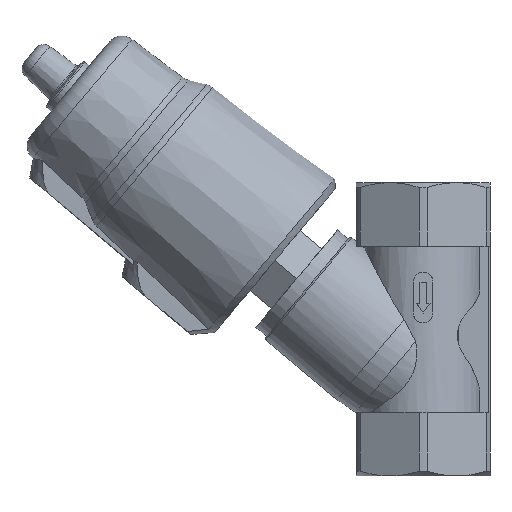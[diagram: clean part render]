
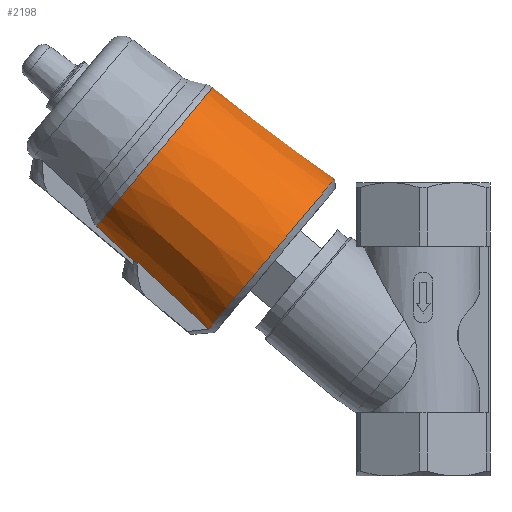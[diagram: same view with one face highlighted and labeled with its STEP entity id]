
A CAD part, left-side view. The second image highlights one B-rep face of the part: STEP entity #2198.
In plain terms, the highlighted conical face has half-angle 3 degrees and reference radius 28.445 mm.
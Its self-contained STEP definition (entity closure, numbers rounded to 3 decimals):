
#26=CONICAL_SURFACE('',#2388,28.445,0.052);
#439=B_SPLINE_CURVE_WITH_KNOTS('',3,(#3549,#3550,#3551,#3552),
 .UNSPECIFIED.,.F.,.F.,(4,4),(0.001,0.031),
 .UNSPECIFIED.);
#440=B_SPLINE_CURVE_WITH_KNOTS('',3,(#3555,#3556,#3557,#3558,#3559,#3560,
#3561,#3562,#3563,#3564,#3565,#3566,#3567,#3568,#3569,#3570,#3571,#3572,
#3573,#3574,#3575,#3576,#3577,#3578,#3579,#3580,#3581,#3582,#3583,#3584,
#3585,#3586,#3587,#3588,#3589,#3590,#3591,#3592,#3593,#3594,#3595,#3596,
#3597),.UNSPECIFIED.,.F.,.F.,(4,1,1,1,1,1,1,1,1,1,1,1,1,1,1,1,1,1,1,1,1,
1,1,1,1,1,1,1,1,1,1,1,1,1,1,1,1,1,1,1,4),(0.107,0.112,
0.115,0.118,0.123,0.126,
0.129,0.131,0.134,0.137,
0.14,0.142,0.145,0.15,
0.153,0.156,0.161,0.164,
0.167,0.172,0.177,0.183,
0.188,0.194,0.199,0.205,
0.21,0.215,0.221,0.226,
0.232,0.237,0.243,0.248,
0.253,0.259,0.264,0.267,
0.27,0.275,0.28),.UNSPECIFIED.);
#441=B_SPLINE_CURVE_WITH_KNOTS('',3,(#3599,#3600,#3601,#3602),
 .UNSPECIFIED.,.F.,.F.,(4,4),(0.001,0.031),
 .UNSPECIFIED.);
#442=B_SPLINE_CURVE_WITH_KNOTS('',3,(#3604,#3605,#3606,#3607),
 .UNSPECIFIED.,.F.,.F.,(4,4),(0.,0.002),
 .UNSPECIFIED.);
#443=B_SPLINE_CURVE_WITH_KNOTS('',3,(#3609,#3610,#3611,#3612),
 .UNSPECIFIED.,.F.,.F.,(4,4),(0.057,0.073),
 .UNSPECIFIED.);
#444=B_SPLINE_CURVE_WITH_KNOTS('',3,(#3613,#3614,#3615,#3616),
 .UNSPECIFIED.,.F.,.F.,(4,4),(0.057,0.073),
 .UNSPECIFIED.);
#445=B_SPLINE_CURVE_WITH_KNOTS('',3,(#3618,#3619,#3620,#3621),
 .UNSPECIFIED.,.F.,.F.,(4,4),(0.02,0.022),
 .UNSPECIFIED.);
#581=ORIENTED_EDGE('',*,*,#1227,.T.);
#582=ORIENTED_EDGE('',*,*,#1228,.T.);
#583=ORIENTED_EDGE('',*,*,#1229,.F.);
#584=ORIENTED_EDGE('',*,*,#1230,.T.);
#585=ORIENTED_EDGE('',*,*,#1231,.F.);
#586=ORIENTED_EDGE('',*,*,#1224,.T.);
#587=ORIENTED_EDGE('',*,*,#1232,.T.);
#588=ORIENTED_EDGE('',*,*,#1233,.T.);
#1224=EDGE_CURVE('',#1544,#1545,#1728,.T.);
#1227=EDGE_CURVE('',#1546,#1547,#439,.T.);
#1228=EDGE_CURVE('',#1547,#1548,#440,.T.);
#1229=EDGE_CURVE('',#1549,#1548,#441,.T.);
#1230=EDGE_CURVE('',#1549,#1550,#442,.T.);
#1231=EDGE_CURVE('',#1544,#1550,#443,.T.);
#1232=EDGE_CURVE('',#1545,#1551,#444,.T.);
#1233=EDGE_CURVE('',#1551,#1546,#445,.T.);
#1544=VERTEX_POINT('',#3538);
#1545=VERTEX_POINT('',#3539);
#1546=VERTEX_POINT('',#3553);
#1547=VERTEX_POINT('',#3554);
#1548=VERTEX_POINT('',#3598);
#1549=VERTEX_POINT('',#3603);
#1550=VERTEX_POINT('',#3608);
#1551=VERTEX_POINT('',#3617);
#1728=CIRCLE('',#2387,28.445);
#1820=EDGE_LOOP('',(#581,#582,#583,#584,#585,#586,#587,#588));
#1994=FACE_BOUND('',#1820,.T.);
#2198=ADVANCED_FACE('',(#1994),#26,.T.);
#2387=AXIS2_PLACEMENT_3D('',#3537,#2711,#2712);
#2388=AXIS2_PLACEMENT_3D('',#3548,#2713,#2714);
#2711=DIRECTION('',(0.643,-0.766,0.));
#2712=DIRECTION('',(0.766,0.643,0.));
#2713=DIRECTION('',(0.643,-0.766,0.));
#2714=DIRECTION('',(0.766,0.643,0.));
#3537=CARTESIAN_POINT('',(-97.47,82.798,0.));
#3538=CARTESIAN_POINT('',(-76.675,100.247,8.5));
#3539=CARTESIAN_POINT('',(-76.675,100.247,-8.5));
#3548=CARTESIAN_POINT('',(-97.47,82.798,0.));
#3549=CARTESIAN_POINT('',(-65.692,87.799,-10.));
#3550=CARTESIAN_POINT('',(-58.815,80.473,-10.));
#3551=CARTESIAN_POINT('',(-51.939,73.145,-10.));
#3552=CARTESIAN_POINT('',(-45.064,65.817,-10.));
#3553=CARTESIAN_POINT('',(-65.692,87.799,-10.));
#3554=CARTESIAN_POINT('',(-45.064,65.817,-10.));
#3555=CARTESIAN_POINT('',(-45.064,65.817,-10.));
#3556=CARTESIAN_POINT('',(-45.511,65.442,-11.705));
#3557=CARTESIAN_POINT('',(-46.349,64.738,-14.182));
#3558=CARTESIAN_POINT('',(-47.812,63.51,-17.301));
#3559=CARTESIAN_POINT('',(-49.455,62.132,-20.196));
#3560=CARTESIAN_POINT('',(-51.382,60.515,-22.802));
#3561=CARTESIAN_POINT('',(-53.574,58.675,-25.07));
#3562=CARTESIAN_POINT('',(-55.303,57.225,-26.554));
#3563=CARTESIAN_POINT('',(-57.123,55.697,-27.838));
#3564=CARTESIAN_POINT('',(-59.046,54.084,-28.92));
#3565=CARTESIAN_POINT('',(-61.031,52.418,-29.774));
#3566=CARTESIAN_POINT('',(-63.045,50.728,-30.391));
#3567=CARTESIAN_POINT('',(-65.094,49.009,-30.779));
#3568=CARTESIAN_POINT('',(-67.889,46.663,-30.982));
#3569=CARTESIAN_POINT('',(-70.651,44.345,-30.702));
#3570=CARTESIAN_POINT('',(-73.353,42.077,-29.959));
#3571=CARTESIAN_POINT('',(-76.035,39.827,-28.891));
#3572=CARTESIAN_POINT('',(-78.547,37.719,-27.392));
#3573=CARTESIAN_POINT('',(-80.893,35.75,-25.477));
#3574=CARTESIAN_POINT('',(-83.13,33.874,-23.268));
#3575=CARTESIAN_POINT('',(-85.577,31.82,-20.112));
#3576=CARTESIAN_POINT('',(-88.011,29.777,-15.623));
#3577=CARTESIAN_POINT('',(-89.773,28.299,-10.737));
#3578=CARTESIAN_POINT('',(-90.875,27.374,-5.442));
#3579=CARTESIAN_POINT('',(-91.241,27.067,0.007));
#3580=CARTESIAN_POINT('',(-90.876,27.374,5.433));
#3581=CARTESIAN_POINT('',(-89.774,28.298,10.733));
#3582=CARTESIAN_POINT('',(-88.013,29.776,15.619));
#3583=CARTESIAN_POINT('',(-85.58,31.818,20.108));
#3584=CARTESIAN_POINT('',(-82.64,34.285,23.901));
#3585=CARTESIAN_POINT('',(-79.17,37.196,27.024));
#3586=CARTESIAN_POINT('',(-75.411,40.351,29.263));
#3587=CARTESIAN_POINT('',(-71.329,43.776,30.637));
#3588=CARTESIAN_POINT('',(-67.208,47.234,31.05));
#3589=CARTESIAN_POINT('',(-63.016,50.752,30.507));
#3590=CARTESIAN_POINT('',(-59.035,54.093,29.042));
#3591=CARTESIAN_POINT('',(-55.244,57.274,26.649));
#3592=CARTESIAN_POINT('',(-52.455,59.614,24.015));
#3593=CARTESIAN_POINT('',(-50.417,61.324,21.499));
#3594=CARTESIAN_POINT('',(-48.587,62.86,18.798));
#3595=CARTESIAN_POINT('',(-46.646,64.489,15.048));
#3596=CARTESIAN_POINT('',(-45.51,65.442,11.704));
#3597=CARTESIAN_POINT('',(-45.064,65.817,10.));
#3598=CARTESIAN_POINT('',(-45.064,65.817,10.));
#3599=CARTESIAN_POINT('',(-65.692,87.799,10.));
#3600=CARTESIAN_POINT('',(-58.815,80.473,10.));
#3601=CARTESIAN_POINT('',(-51.939,73.145,10.));
#3602=CARTESIAN_POINT('',(-45.064,65.817,10.));
#3603=CARTESIAN_POINT('',(-65.692,87.799,10.));
#3604=CARTESIAN_POINT('',(-65.692,87.799,10.));
#3605=CARTESIAN_POINT('',(-65.821,88.19,9.52));
#3606=CARTESIAN_POINT('',(-65.932,88.552,9.02));
#3607=CARTESIAN_POINT('',(-66.029,88.887,8.5));
#3608=CARTESIAN_POINT('',(-66.029,88.887,8.5));
#3609=CARTESIAN_POINT('',(-76.675,100.247,8.5));
#3610=CARTESIAN_POINT('',(-73.126,96.461,8.5));
#3611=CARTESIAN_POINT('',(-69.577,92.674,8.5));
#3612=CARTESIAN_POINT('',(-66.029,88.887,8.5));
#3613=CARTESIAN_POINT('',(-76.675,100.247,-8.5));
#3614=CARTESIAN_POINT('',(-73.126,96.461,-8.5));
#3615=CARTESIAN_POINT('',(-69.577,92.674,-8.5));
#3616=CARTESIAN_POINT('',(-66.029,88.887,-8.5));
#3617=CARTESIAN_POINT('',(-66.029,88.887,-8.5));
#3618=CARTESIAN_POINT('',(-66.029,88.887,-8.5));
#3619=CARTESIAN_POINT('',(-65.931,88.551,-9.022));
#3620=CARTESIAN_POINT('',(-65.82,88.188,-9.523));
#3621=CARTESIAN_POINT('',(-65.692,87.799,-10.));
